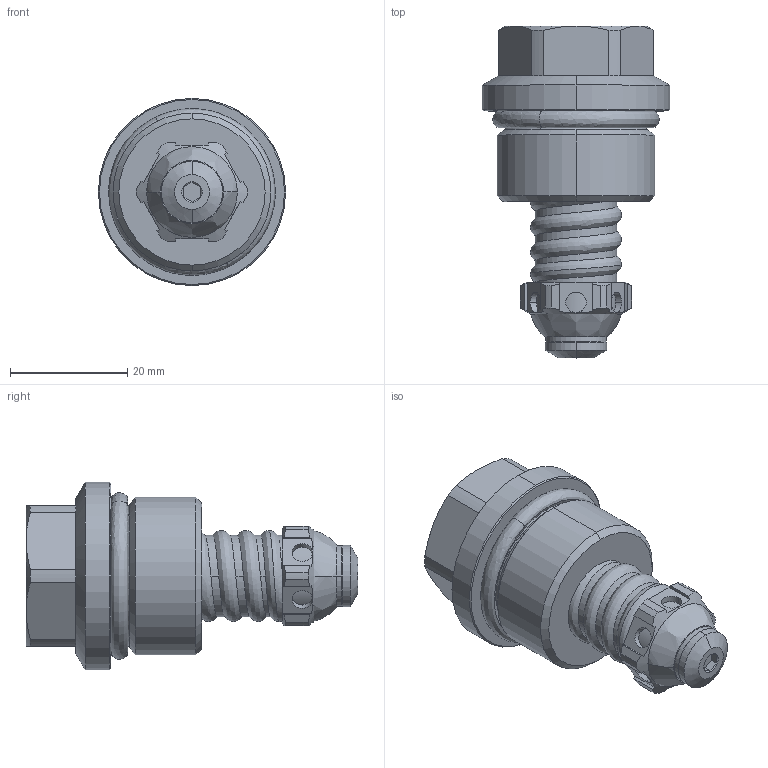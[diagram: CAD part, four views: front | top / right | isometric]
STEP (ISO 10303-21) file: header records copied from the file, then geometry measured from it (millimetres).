
FILE_DESCRIPTION (( 'STEP AP214' ), '1' );
FILE_NAME ('K041.790-794.STEP', '2017-04-05T12:29:50', ( 'user' ), ( '' ), 'SwSTEP 2.0', 'SolidWorks 2016', '' );
FILE_SCHEMA (( 'AUTOMOTIVE_DESIGN' ));
Length unit declared in the file: millimetre
Products named in the file (1): K041.790-794
Bounding box: 32 x 56.72 x 32 mm (x, y, z)
Volume: 22024.8 mm3; surface area: 6262.9 mm2
Topology: 2 solids, 2 shells, 146 faces, 364 edges, 231 vertices
Faces by surface type: plane 56, cylinder 48, cone 29, bspline 13
Entity records: 5837 total; most frequent: CARTESIAN_POINT 2502, ORIENTED_EDGE 728, DIRECTION 640, EDGE_CURVE 364, AXIS2_PLACEMENT_3D 254, VERTEX_POINT 231, EDGE_LOOP 157, ADVANCED_FACE 146
